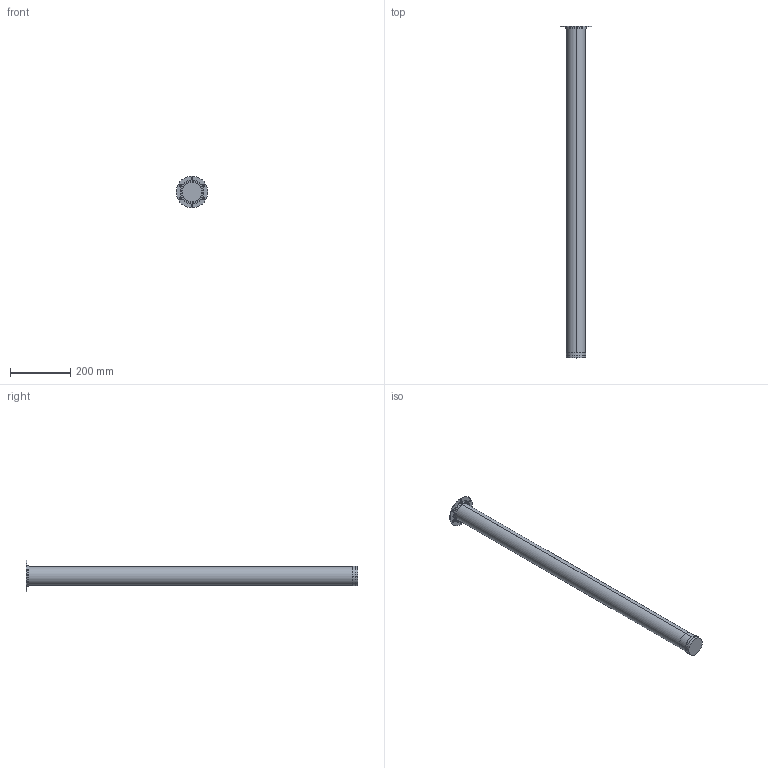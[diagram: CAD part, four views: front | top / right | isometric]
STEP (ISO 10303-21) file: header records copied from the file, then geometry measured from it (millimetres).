
FILE_DESCRIPTION (( 'STEP AP214' ), '1' );
FILE_NAME ('F000893,F000896,F000899,F000902,F000905,F003618_3D.step', '2022-08-15T13:31:44', ( '' ), ( '' ), 'SwSTEP 2.0', 'SolidWorks 2020', '' );
FILE_SCHEMA (( 'AUTOMOTIVE_DESIGN' ));
Length unit declared in the file: millimetre
Products named in the file (1): F000893,F000896,F000899,F000902,F000905,F003618_3D
Bounding box: 105 x 1100 x 105 mm (x, y, z)
Volume: 406765.9 mm3; surface area: 434499 mm2
Topology: 3 solids, 3 shells, 60 faces, 130 edges, 84 vertices
Faces by surface type: cylinder 38, plane 14, torus 8
Entity records: 2426 total; most frequent: DIRECTION 344, CARTESIAN_POINT 275, ORIENTED_EDGE 260, AXIS2_PLACEMENT_3D 153, EDGE_CURVE 130, CIRCLE 92, VERTEX_POINT 84, EDGE_LOOP 84
